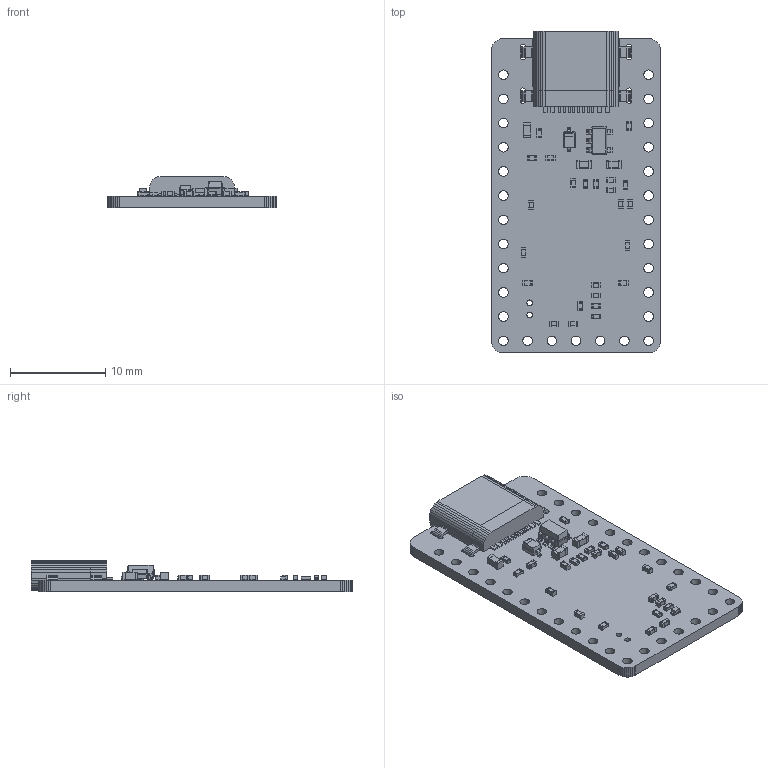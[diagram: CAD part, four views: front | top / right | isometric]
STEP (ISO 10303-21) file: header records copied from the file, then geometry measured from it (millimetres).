
FILE_DESCRIPTION(('KiCad electronic assembly'),'2;1');
FILE_NAME('splinky.step','2023-11-01T22:56:38',('Pcbnew'),('Kicad'), 'Open CASCADE STEP processor 7.7','KiCad to STEP converter','Unknown' );
FILE_SCHEMA(('AUTOMOTIVE_DESIGN { 1 0 10303 214 1 1 1 1 }'));
Length unit declared in the file: millimetre
Products named in the file (18): splinky 1; C_0402_1005Metric; SOLID; R_0402_1005Metric; D_SOD-323; SOT-23-5; TYPE-C-31-M-14; COMPOUND; L_0603_1608Metric; LED_0402_1005Metric; C_0603_1608Metric; 0xB2 PCB
Assembly tree (39 placements, depth 3):
  splinky 1
    C_0402_1005Metric  x12
      SOLID
    R_0402_1005Metric  x11
      SOLID
    D_SOD-323
      SOLID
    SOT-23-5
      SOLID
    TYPE-C-31-M-14
      COMPOUND
    L_0603_1608Metric
      SOLID
    LED_0402_1005Metric
      SOLID
    C_0603_1608Metric  x2
      SOLID
    0xB2 PCB
Bounding box: 17.78 x 33.78 x 3.27 mm (x, y, z)
Volume: 737.2 mm3; surface area: 2225 mm2
Topology: 51 solids, 51 shells, 1430 faces, 3747 edges, 2454 vertices
Faces by surface type: plane 1036, cylinder 339, bspline 55
Full cylindrical faces by diameter (mm): 0.5 x2, 0.6 x2, 0.65 x2, 1 x29
Entity records: 57300 total; most frequent: CARTESIAN_POINT 10309, DIRECTION 8017, LINE 5837, VECTOR 5837, ORIENTED_EDGE 4406, PCURVE 4406, DEFINITIONAL_REPRESENTATION 4406, EDGE_CURVE 2203
